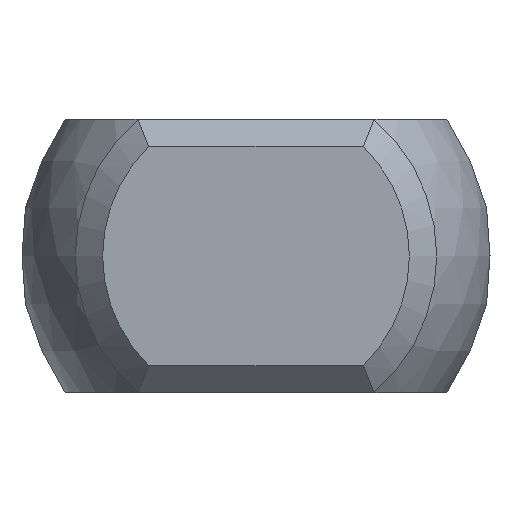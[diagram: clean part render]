
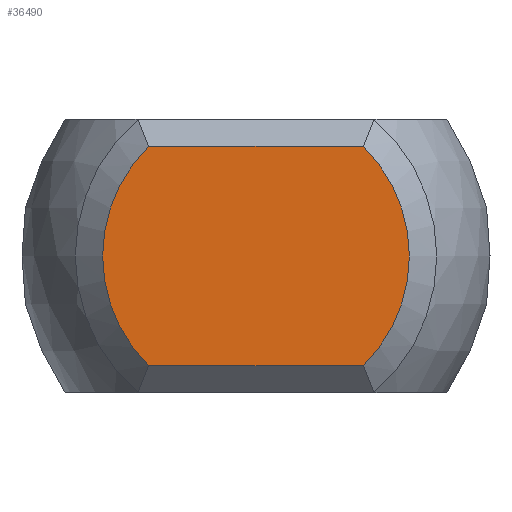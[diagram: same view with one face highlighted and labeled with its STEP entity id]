
A CAD part, left-side view. The second image highlights one B-rep face of the part: STEP entity #36490.
In plain terms, the highlighted planar face has unit normal (-1, 0, 0).
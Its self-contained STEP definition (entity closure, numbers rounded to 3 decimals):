
#33639 = PLANE('',#33640);
#33640 = AXIS2_PLACEMENT_3D('',#33641,#33642,#33643);
#33641 = CARTESIAN_POINT('',(-65.375,3.125,2.25));
#33642 = DIRECTION('',(0.707,0.,-0.707));
#33643 = DIRECTION('',(-0.707,0.,-0.707));
#35839 = EDGE_CURVE('',#35840,#35842,#35844,.T.);
#35840 = VERTEX_POINT('',#35841);
#35841 = CARTESIAN_POINT('',(-65.625,-1.96,-2.));
#35842 = VERTEX_POINT('',#35843);
#35843 = CARTESIAN_POINT('',(-65.625,-1.96,2.));
#35844 = SURFACE_CURVE('',#35845,(#35850,#35862),.PCURVE_S1.);
#35845 = CIRCLE('',#35846,2.8);
#35846 = AXIS2_PLACEMENT_3D('',#35847,#35848,#35849);
#35847 = CARTESIAN_POINT('',(-65.625,0.,0.));
#35848 = DIRECTION('',(-1.,0.,0.));
#35849 = DIRECTION('',(0.,-1.,0.));
#35850 = PCURVE('',#35851,#35856);
#35851 = CONICAL_SURFACE('',#35852,3.05,0.785);
#35852 = AXIS2_PLACEMENT_3D('',#35853,#35854,#35855);
#35853 = CARTESIAN_POINT('',(-65.375,0.,0.));
#35854 = DIRECTION('',(1.,0.,0.));
#35855 = DIRECTION('',(0.,-1.,0.));
#35856 = DEFINITIONAL_REPRESENTATION('',(#35857),#35861);
#35857 = LINE('',#35858,#35859);
#35858 = CARTESIAN_POINT('',(6.283,-0.25));
#35859 = VECTOR('',#35860,1.);
#35860 = DIRECTION('',(-1.,0.));
#35861 = ( GEOMETRIC_REPRESENTATION_CONTEXT(2) 
PARAMETRIC_REPRESENTATION_CONTEXT() REPRESENTATION_CONTEXT('2D SPACE',''
  ) );
#35862 = PCURVE('',#35863,#35868);
#35863 = PLANE('',#35864);
#35864 = AXIS2_PLACEMENT_3D('',#35865,#35866,#35867);
#35865 = CARTESIAN_POINT('',(-65.625,0.,0.));
#35866 = DIRECTION('',(1.,0.,0.));
#35867 = DIRECTION('',(0.,0.,-1.));
#35868 = DEFINITIONAL_REPRESENTATION('',(#35869),#35877);
#35869 = ( BOUNDED_CURVE() B_SPLINE_CURVE(2,(#35870,#35871,#35872,#35873
    ,#35874,#35875,#35876),.UNSPECIFIED.,.T.,.F.) 
B_SPLINE_CURVE_WITH_KNOTS((1,2,2,2,2,1),(-2.094,0.,
    2.094,4.189,6.283,8.378),
.UNSPECIFIED.) CURVE() GEOMETRIC_REPRESENTATION_ITEM() 
RATIONAL_B_SPLINE_CURVE((1.,0.5,1.,0.5,1.,0.5,1.)) REPRESENTATION_ITEM(
  '') );
#35870 = CARTESIAN_POINT('',(0.,-2.8));
#35871 = CARTESIAN_POINT('',(-4.85,-2.8));
#35872 = CARTESIAN_POINT('',(-2.425,1.4));
#35873 = CARTESIAN_POINT('',(0.,5.6));
#35874 = CARTESIAN_POINT('',(2.425,1.4));
#35875 = CARTESIAN_POINT('',(4.85,-2.8));
#35876 = CARTESIAN_POINT('',(0.,-2.8));
#35877 = ( GEOMETRIC_REPRESENTATION_CONTEXT(2) 
PARAMETRIC_REPRESENTATION_CONTEXT() REPRESENTATION_CONTEXT('2D SPACE',''
  ) );
#35895 = PLANE('',#35896);
#35896 = AXIS2_PLACEMENT_3D('',#35897,#35898,#35899);
#35897 = CARTESIAN_POINT('',(-65.375,-3.125,-2.25));
#35898 = DIRECTION('',(0.707,0.,0.707)
  );
#35899 = DIRECTION('',(0.707,0.,-0.707));
#35955 = EDGE_CURVE('',#35842,#35956,#35958,.T.);
#35956 = VERTEX_POINT('',#35957);
#35957 = CARTESIAN_POINT('',(-65.625,1.96,2.));
#35958 = SURFACE_CURVE('',#35959,(#35963,#35970),.PCURVE_S1.);
#35959 = LINE('',#35960,#35961);
#35960 = CARTESIAN_POINT('',(-65.625,3.125,2.));
#35961 = VECTOR('',#35962,1.);
#35962 = DIRECTION('',(0.,1.,0.));
#35963 = PCURVE('',#33639,#35964);
#35964 = DEFINITIONAL_REPRESENTATION('',(#35965),#35969);
#35965 = LINE('',#35966,#35967);
#35966 = CARTESIAN_POINT('',(0.354,0.));
#35967 = VECTOR('',#35968,1.);
#35968 = DIRECTION('',(0.,1.));
#35969 = ( GEOMETRIC_REPRESENTATION_CONTEXT(2) 
PARAMETRIC_REPRESENTATION_CONTEXT() REPRESENTATION_CONTEXT('2D SPACE',''
  ) );
#35970 = PCURVE('',#35863,#35971);
#35971 = DEFINITIONAL_REPRESENTATION('',(#35972),#35976);
#35972 = LINE('',#35973,#35974);
#35973 = CARTESIAN_POINT('',(-2.,3.125));
#35974 = VECTOR('',#35975,1.);
#35975 = DIRECTION('',(0.,1.));
#35976 = ( GEOMETRIC_REPRESENTATION_CONTEXT(2) 
PARAMETRIC_REPRESENTATION_CONTEXT() REPRESENTATION_CONTEXT('2D SPACE',''
  ) );
#35996 = CONICAL_SURFACE('',#35997,3.05,0.785);
#35997 = AXIS2_PLACEMENT_3D('',#35998,#35999,#36000);
#35998 = CARTESIAN_POINT('',(-65.375,0.,0.));
#35999 = DIRECTION('',(1.,0.,0.));
#36000 = DIRECTION('',(-0.,1.,0.));
#36010 = EDGE_CURVE('',#35956,#36011,#36013,.T.);
#36011 = VERTEX_POINT('',#36012);
#36012 = CARTESIAN_POINT('',(-65.625,1.96,-2.));
#36013 = SURFACE_CURVE('',#36014,(#36019,#36026),.PCURVE_S1.);
#36014 = CIRCLE('',#36015,2.8);
#36015 = AXIS2_PLACEMENT_3D('',#36016,#36017,#36018);
#36016 = CARTESIAN_POINT('',(-65.625,0.,0.));
#36017 = DIRECTION('',(-1.,0.,0.));
#36018 = DIRECTION('',(0.,1.,0.));
#36019 = PCURVE('',#35996,#36020);
#36020 = DEFINITIONAL_REPRESENTATION('',(#36021),#36025);
#36021 = LINE('',#36022,#36023);
#36022 = CARTESIAN_POINT('',(6.283,-0.25));
#36023 = VECTOR('',#36024,1.);
#36024 = DIRECTION('',(-1.,0.));
#36025 = ( GEOMETRIC_REPRESENTATION_CONTEXT(2) 
PARAMETRIC_REPRESENTATION_CONTEXT() REPRESENTATION_CONTEXT('2D SPACE',''
  ) );
#36026 = PCURVE('',#35863,#36027);
#36027 = DEFINITIONAL_REPRESENTATION('',(#36028),#36036);
#36028 = ( BOUNDED_CURVE() B_SPLINE_CURVE(2,(#36029,#36030,#36031,#36032
    ,#36033,#36034,#36035),.UNSPECIFIED.,.T.,.F.) 
B_SPLINE_CURVE_WITH_KNOTS((1,2,2,2,2,1),(-2.094,0.,
    2.094,4.189,6.283,8.378),
.UNSPECIFIED.) CURVE() GEOMETRIC_REPRESENTATION_ITEM() 
RATIONAL_B_SPLINE_CURVE((1.,0.5,1.,0.5,1.,0.5,1.)) REPRESENTATION_ITEM(
  '') );
#36029 = CARTESIAN_POINT('',(0.,2.8));
#36030 = CARTESIAN_POINT('',(4.85,2.8));
#36031 = CARTESIAN_POINT('',(2.425,-1.4));
#36032 = CARTESIAN_POINT('',(0.,-5.6));
#36033 = CARTESIAN_POINT('',(-2.425,-1.4));
#36034 = CARTESIAN_POINT('',(-4.85,2.8));
#36035 = CARTESIAN_POINT('',(0.,2.8));
#36036 = ( GEOMETRIC_REPRESENTATION_CONTEXT(2) 
PARAMETRIC_REPRESENTATION_CONTEXT() REPRESENTATION_CONTEXT('2D SPACE',''
  ) );
#36110 = EDGE_CURVE('',#36011,#35840,#36111,.T.);
#36111 = SURFACE_CURVE('',#36112,(#36116,#36123),.PCURVE_S1.);
#36112 = LINE('',#36113,#36114);
#36113 = CARTESIAN_POINT('',(-65.625,-3.125,-2.));
#36114 = VECTOR('',#36115,1.);
#36115 = DIRECTION('',(0.,-1.,0.));
#36116 = PCURVE('',#35895,#36117);
#36117 = DEFINITIONAL_REPRESENTATION('',(#36118),#36122);
#36118 = LINE('',#36119,#36120);
#36119 = CARTESIAN_POINT('',(-0.354,0.));
#36120 = VECTOR('',#36121,1.);
#36121 = DIRECTION('',(0.,-1.));
#36122 = ( GEOMETRIC_REPRESENTATION_CONTEXT(2) 
PARAMETRIC_REPRESENTATION_CONTEXT() REPRESENTATION_CONTEXT('2D SPACE',''
  ) );
#36123 = PCURVE('',#35863,#36124);
#36124 = DEFINITIONAL_REPRESENTATION('',(#36125),#36129);
#36125 = LINE('',#36126,#36127);
#36126 = CARTESIAN_POINT('',(2.,-3.125));
#36127 = VECTOR('',#36128,1.);
#36128 = DIRECTION('',(0.,-1.));
#36129 = ( GEOMETRIC_REPRESENTATION_CONTEXT(2) 
PARAMETRIC_REPRESENTATION_CONTEXT() REPRESENTATION_CONTEXT('2D SPACE',''
  ) );
#36490 = ADVANCED_FACE('',(#36491),#35863,.F.);
#36491 = FACE_BOUND('',#36492,.T.);
#36492 = EDGE_LOOP('',(#36493,#36494,#36495,#36496));
#36493 = ORIENTED_EDGE('',*,*,#35839,.T.);
#36494 = ORIENTED_EDGE('',*,*,#35955,.T.);
#36495 = ORIENTED_EDGE('',*,*,#36010,.T.);
#36496 = ORIENTED_EDGE('',*,*,#36110,.T.);
